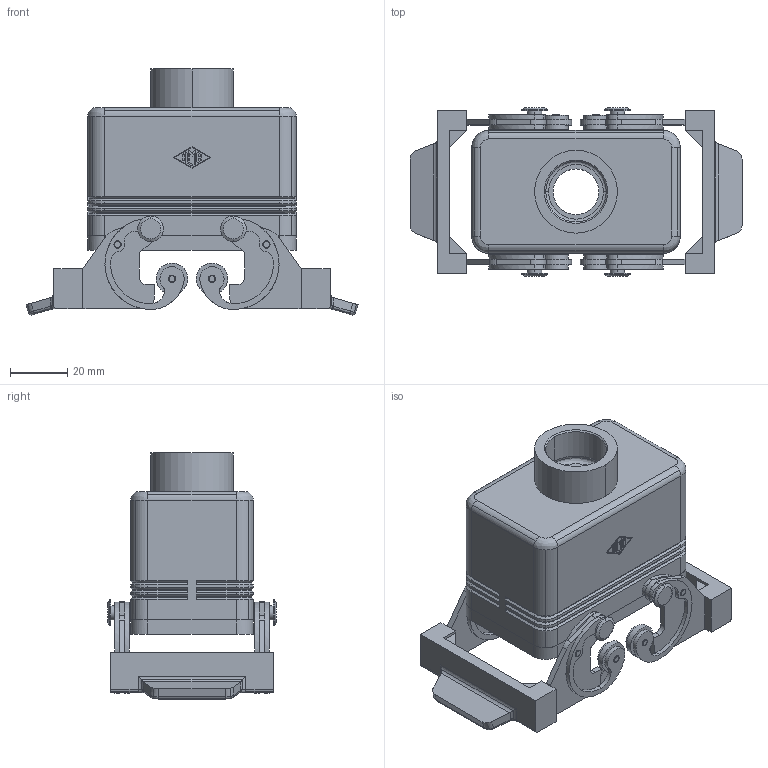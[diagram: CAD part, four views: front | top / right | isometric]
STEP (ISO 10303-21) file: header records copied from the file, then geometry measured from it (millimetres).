
FILE_DESCRIPTION((''),'2;1');
FILE_NAME('CHV 10 G.stp','2006-12-21T09:06:02',('gembarski'),(''),'Autodesk Inventor 7','Autodesk Inventor 7','');
FILE_SCHEMA(('AUTOMOTIVE_DESIGN { 1 0 10303 214 1 1 1 1 }'));
Length unit declared in the file: millimetre
Products named in the file (1): CHV Tüllengehäuse 2 Bügel für einen Einsatz
Bounding box: 116.32 x 59 x 86.21 mm (x, y, z)
Volume: 73354.8 mm3; surface area: 45752.3 mm2
Topology: 1 solids, 5 shells, 771 faces, 1994 edges, 1259 vertices
Faces by surface type: bspline 262, plane 228, cylinder 207, cone 54, torus 20
Entity records: 26551 total; most frequent: CARTESIAN_POINT 7869, ORIENTED_EDGE 3972, DIRECTION 3891, EDGE_CURVE 1986, AXIS2_PLACEMENT_3D 1403, VERTEX_POINT 1259, VECTOR 1085, LINE 1085
